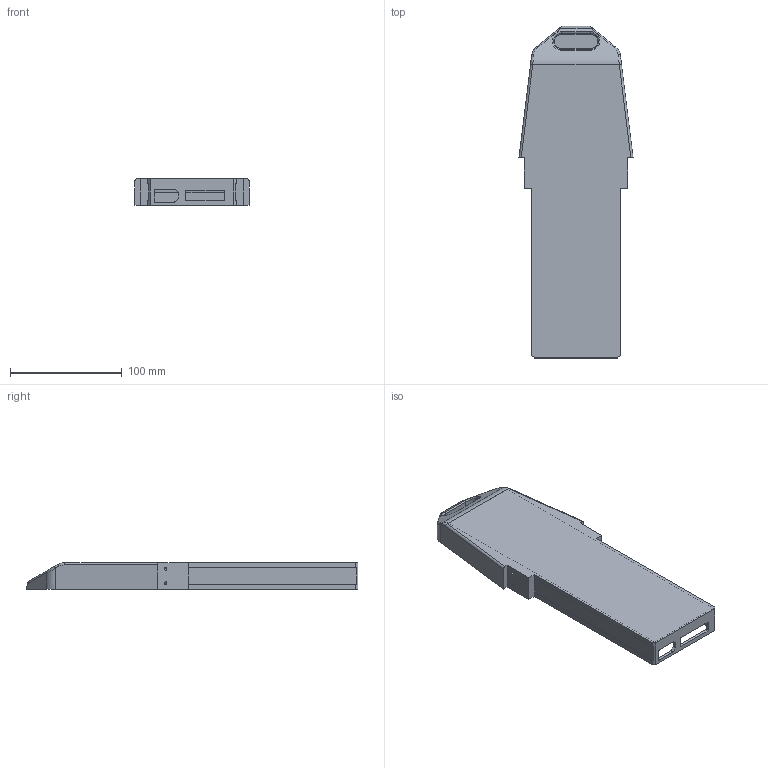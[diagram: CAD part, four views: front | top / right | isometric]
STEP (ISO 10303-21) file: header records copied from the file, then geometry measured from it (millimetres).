
FILE_DESCRIPTION(/* description */ ('STEP AP242','CAx-IF Rec.Pracs.---Representation and Presentation of Product Manufacturing Information (PMI)---4.0---2014-10-13','CAx-IF Rec.Pracs.---3D Tessellated Geometry---0.4---2014-09-14','2;1'),/* implementation_level */ '2;1');
FILE_NAME(/* name */ '68ebd81cf39471b47fc540a3',/* time_stamp */ '2025-10-12T16:32:29Z',/* author */ (''),/* organization */ (''),/* preprocessor_version */ 'ST-DEVELOPER v20',/* originating_system */ 'ONSHAPE BY PTC INC, 1.205',/* authorisation */ ' ');
FILE_SCHEMA (('AP242_MANAGED_MODEL_BASED_3D_ENGINEERING_MIM_LF { 1 0 10303 442 1 1 4 }'));
Length unit declared in the file: metre
Products named in the file (1): 12S1P BOX
Bounding box: 102.19 x 297.45 x 24 mm (x, y, z)
Volume: 89280.3 mm3; surface area: 82178.7 mm2
Topology: 1 solids, 1 shells, 115 faces, 307 edges, 198 vertices
Faces by surface type: plane 57, cylinder 44, bspline 8, cone 4, torus 2
Full cylindrical faces by diameter (mm): 2.5 x4
Entity records: 3625 total; most frequent: CARTESIAN_POINT 743, DIRECTION 605, ORIENTED_EDGE 582, EDGE_CURVE 291, AXIS2_PLACEMENT_3D 206, VERTEX_POINT 194, LINE 193, VECTOR 193
